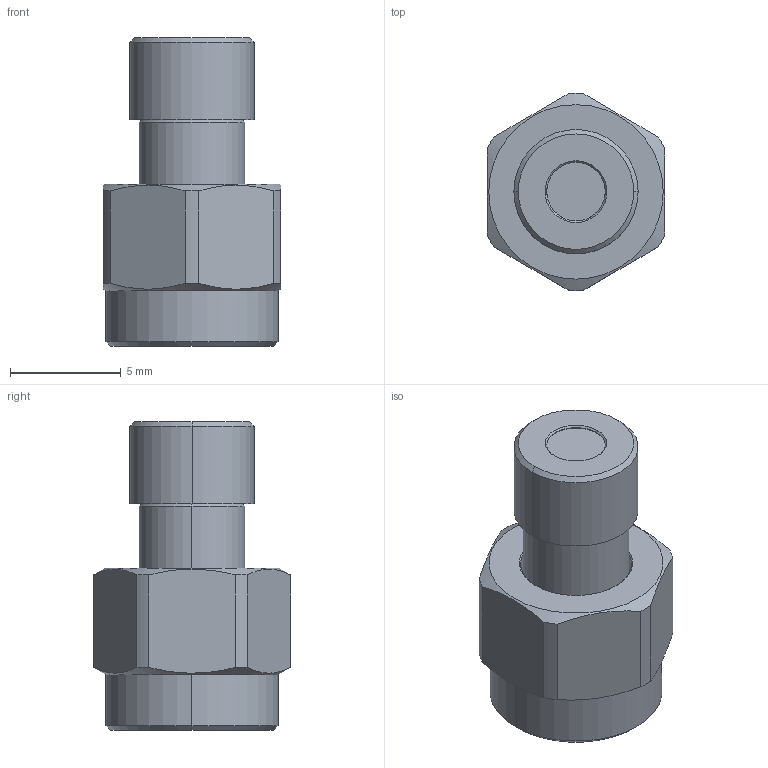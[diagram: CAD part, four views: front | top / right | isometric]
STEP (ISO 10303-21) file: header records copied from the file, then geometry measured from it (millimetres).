
FILE_DESCRIPTION (( 'STEP AP203' ), '1' );
FILE_NAME ('R125.052.900B.STEP', '2014-07-18T08:54:00', ( 'adminradiall' ), ( 'Microsoft' ), 'SwSTEP 2.0', 'SolidWorks 2014', '' );
FILE_SCHEMA (( 'CONFIG_CONTROL_DESIGN' ));
Length unit declared in the file: millimetre
Products named in the file (1): R125.052.900B
Bounding box: 8 x 8.9 x 13.9 mm (x, y, z)
Volume: 400 mm3; surface area: 645.3 mm2
Topology: 1 solids, 3 shells, 87 faces, 186 edges, 110 vertices
Faces by surface type: cone 32, cylinder 30, plane 17, torus 8
Entity records: 2491 total; most frequent: CARTESIAN_POINT 480, DIRECTION 448, ORIENTED_EDGE 372, AXIS2_PLACEMENT_3D 190, EDGE_CURVE 186, VERTEX_POINT 110, CIRCLE 102, EDGE_LOOP 96
